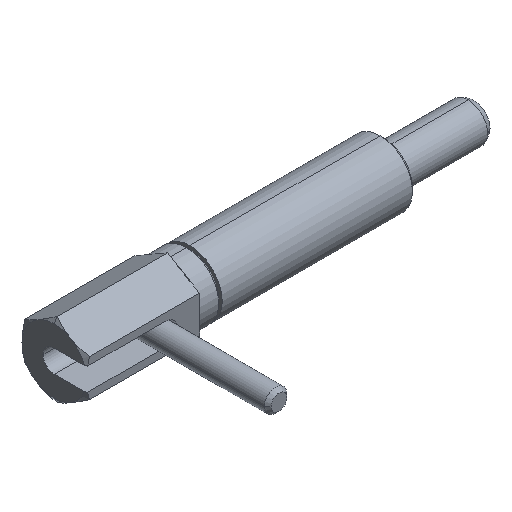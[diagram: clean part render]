
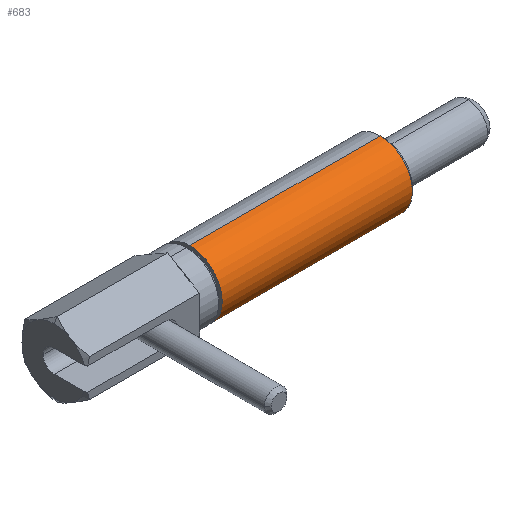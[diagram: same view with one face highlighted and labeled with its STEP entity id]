
A CAD part, isometric view. The second image highlights one B-rep face of the part: STEP entity #683.
In plain terms, the highlighted cylindrical face has radius 5 mm (diameter 10 mm), a partial arc.
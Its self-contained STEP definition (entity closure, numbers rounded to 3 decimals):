
#357=VERTEX_POINT('',#892);
#367=EDGE_CURVE('',#601,#687,#905,.T.);
#463=VERTEX_POINT('',#1014);
#601=VERTEX_POINT('',#1172);
#641=EDGE_CURVE('',#601,#463,#1214,.T.);
#645=EDGE_CURVE('',#357,#687,#1218,.T.);
#653=EDGE_CURVE('',#463,#357,#1226,.T.);
#683=ADVANCED_FACE('',(#1259),#1260,.T.);
#687=VERTEX_POINT('',#1265);
#892=CARTESIAN_POINT('',(-0.541,0.,-5.0));
#905=CIRCLE('',#1579,5.0);
#1014=CARTESIAN_POINT('',(-0.541,0.,5.0));
#1172=CARTESIAN_POINT('',(-30.0,0.,5.0));
#1214=LINE('',#2026,#2027);
#1218=LINE('',#2032,#2033);
#1226=CIRCLE('',#2047,5.0);
#1259=FACE_OUTER_BOUND('',#2092,.T.);
#1260=CYLINDRICAL_SURFACE('',#2093,5.0);
#1265=CARTESIAN_POINT('',(-30.0,0.,-5.0));
#1579=AXIS2_PLACEMENT_3D('',#2370,#2371,#2372);
#2026=CARTESIAN_POINT('',(-15.271,0.,5.0));
#2027=VECTOR('',#2766,1.0);
#2032=CARTESIAN_POINT('',(-15.271,0.,-5.0));
#2033=VECTOR('',#2767,1.0);
#2047=AXIS2_PLACEMENT_3D('',#2773,#2774,#2775);
#2092=EDGE_LOOP('',(#2820,#2821,#2822,#2823));
#2093=AXIS2_PLACEMENT_3D('',#2824,#2825,#2826);
#2370=CARTESIAN_POINT('',(-30.0,0.0,0.0));
#2371=DIRECTION('',(1.0,0.0,-0.0));
#2372=DIRECTION('',(0.0,0.,1.0));
#2766=DIRECTION('',(1.0,0.0,0.0));
#2767=DIRECTION('',(-1.0,-0.0,-0.0));
#2773=CARTESIAN_POINT('',(-0.541,0.0,0.0));
#2774=DIRECTION('',(1.0,0.0,-0.0));
#2775=DIRECTION('',(0.0,0.,1.0));
#2820=ORIENTED_EDGE('',*,*,#641,.F.);
#2821=ORIENTED_EDGE('',*,*,#367,.T.);
#2822=ORIENTED_EDGE('',*,*,#645,.F.);
#2823=ORIENTED_EDGE('',*,*,#653,.F.);
#2824=CARTESIAN_POINT('',(-15.271,0.0,0.0));
#2825=DIRECTION('',(-1.0,-0.0,0.0));
#2826=DIRECTION('',(0.0,0.,1.0));
